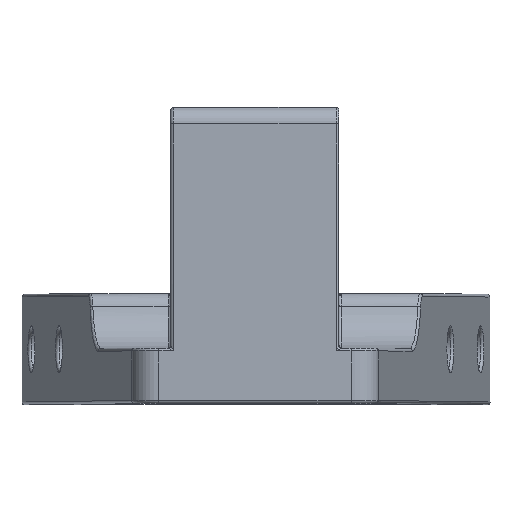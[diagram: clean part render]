
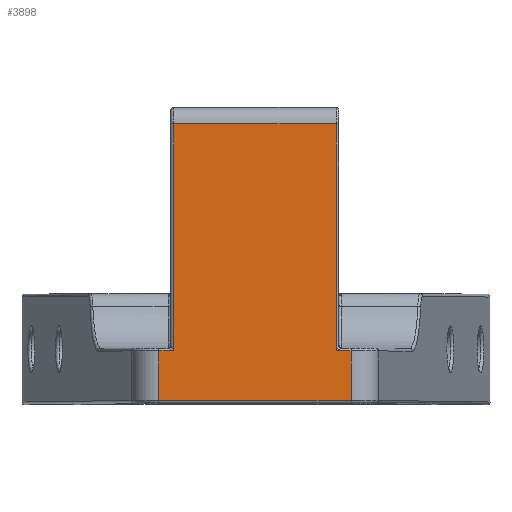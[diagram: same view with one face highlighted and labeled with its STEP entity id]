
A CAD part, top view. The second image highlights one B-rep face of the part: STEP entity #3898.
In plain terms, the highlighted planar face has unit normal (0, 0, 1).
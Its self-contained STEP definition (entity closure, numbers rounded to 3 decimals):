
#131=PLANE('',#4392);
#297=LINE('',#6221,#555);
#300=LINE('',#6230,#558);
#430=LINE('',#7288,#688);
#436=LINE('',#7314,#694);
#438=LINE('',#7321,#696);
#469=LINE('',#7559,#727);
#472=LINE('',#7565,#730);
#473=LINE('',#7566,#731);
#555=VECTOR('',#4623,10.);
#558=VECTOR('',#4632,10.);
#688=VECTOR('',#5310,10.);
#694=VECTOR('',#5344,10.);
#696=VECTOR('',#5352,10.);
#727=VECTOR('',#5497,10.);
#730=VECTOR('',#5506,10.);
#731=VECTOR('',#5507,10.);
#1075=FACE_OUTER_BOUND('',#1350,.T.);
#1350=EDGE_LOOP('',(#3421,#3422,#3423,#3424,#3425,#3426,#3427,#3428));
#1709=VERTEX_POINT('',#6091);
#1721=VERTEX_POINT('',#6220);
#1724=VERTEX_POINT('',#6228);
#1742=VERTEX_POINT('',#6370);
#1933=VERTEX_POINT('',#7280);
#1935=VERTEX_POINT('',#7286);
#1941=VERTEX_POINT('',#7313);
#1943=VERTEX_POINT('',#7319);
#2089=EDGE_CURVE('',#1709,#1721,#297,.T.);
#2094=EDGE_CURVE('',#1724,#1709,#300,.T.);
#2410=EDGE_CURVE('',#1935,#1933,#430,.T.);
#2424=EDGE_CURVE('',#1742,#1941,#436,.T.);
#2428=EDGE_CURVE('',#1943,#1742,#438,.T.);
#2492=EDGE_CURVE('',#1941,#1935,#469,.T.);
#2495=EDGE_CURVE('',#1721,#1943,#472,.T.);
#2496=EDGE_CURVE('',#1933,#1724,#473,.T.);
#3421=ORIENTED_EDGE('',*,*,#2424,.F.);
#3422=ORIENTED_EDGE('',*,*,#2428,.F.);
#3423=ORIENTED_EDGE('',*,*,#2495,.F.);
#3424=ORIENTED_EDGE('',*,*,#2089,.F.);
#3425=ORIENTED_EDGE('',*,*,#2094,.F.);
#3426=ORIENTED_EDGE('',*,*,#2496,.F.);
#3427=ORIENTED_EDGE('',*,*,#2410,.F.);
#3428=ORIENTED_EDGE('',*,*,#2492,.F.);
#3898=ADVANCED_FACE('',(#1075),#131,.T.);
#4392=AXIS2_PLACEMENT_3D('',#7564,#5504,#5505);
#4623=DIRECTION('',(0.,1.,0.));
#4632=DIRECTION('',(1.,0.,0.));
#5310=DIRECTION('',(-1.,0.,0.));
#5344=DIRECTION('',(1.,0.,0.));
#5352=DIRECTION('',(0.,-1.,0.));
#5497=DIRECTION('',(0.,-1.,0.));
#5504=DIRECTION('center_axis',(0.,0.,1.));
#5505=DIRECTION('ref_axis',(1.,0.,0.));
#5506=DIRECTION('',(1.,0.,0.));
#5507=DIRECTION('',(0.,1.,0.));
#6091=CARTESIAN_POINT('',(-14.75,44.5,30.));
#6220=CARTESIAN_POINT('',(-14.75,85.65,30.));
#6221=CARTESIAN_POINT('',(-14.75,35.,30.));
#6228=CARTESIAN_POINT('',(-17.42,44.5,30.));
#6230=CARTESIAN_POINT('',(-10.771,44.5,30.));
#6370=CARTESIAN_POINT('',(14.75,44.5,30.));
#7280=CARTESIAN_POINT('',(-17.42,35.5,30.));
#7286=CARTESIAN_POINT('',(17.433,35.5,30.));
#7288=CARTESIAN_POINT('',(-10.771,35.5,30.));
#7313=CARTESIAN_POINT('',(17.433,44.5,30.));
#7314=CARTESIAN_POINT('',(-10.771,44.5,30.));
#7319=CARTESIAN_POINT('',(14.75,85.65,30.));
#7321=CARTESIAN_POINT('',(14.75,35.,30.));
#7559=CARTESIAN_POINT('',(17.433,35.,30.));
#7564=CARTESIAN_POINT('Origin',(-21.742,35.,30.));
#7565=CARTESIAN_POINT('',(-10.871,85.65,30.));
#7566=CARTESIAN_POINT('',(-17.42,35.,30.));
